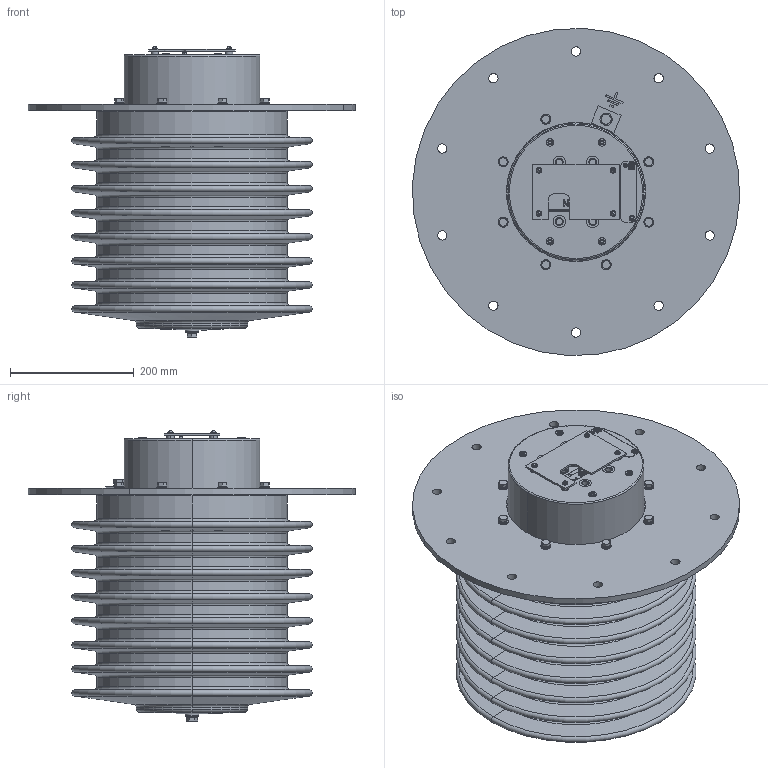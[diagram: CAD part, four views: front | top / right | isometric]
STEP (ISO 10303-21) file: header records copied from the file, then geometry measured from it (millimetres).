
FILE_DESCRIPTION (( 'STEP AP203' ), '1' );
FILE_NAME ('峭嗡.02.1-27 III.STEP', '2025-03-13T08:10:51', ( '' ), ( '' ), 'SwSTEP 2.0', 'SolidWorks 2010', '' );
FILE_SCHEMA (( 'CONFIG_CONTROL_DESIGN' ));
Length unit declared in the file: millimetre
Products named in the file (1): 峭嗡.02.1-27 III
Bounding box: 529.5 x 529.5 x 470.92 mm (x, y, z)
Volume: 30454563.1 mm3; surface area: 2094306.2 mm2
Topology: 68 solids, 72 shells, 2166 faces, 5038 edges, 3085 vertices
Faces by surface type: cylinder 751, plane 693, cone 356, torus 196, bspline 130, sphere 40
Entity records: 67508 total; most frequent: CARTESIAN_POINT 18090, DIRECTION 10607, ORIENTED_EDGE 10000, EDGE_CURVE 5000, AXIS2_PLACEMENT_3D 4208, VERTEX_POINT 3085, EDGE_LOOP 2425, VECTOR 2191
